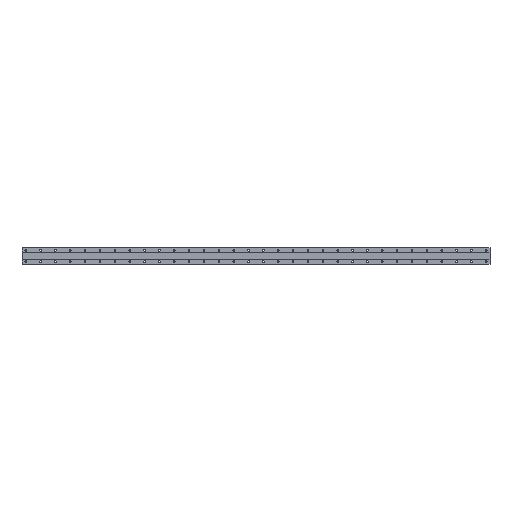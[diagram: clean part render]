
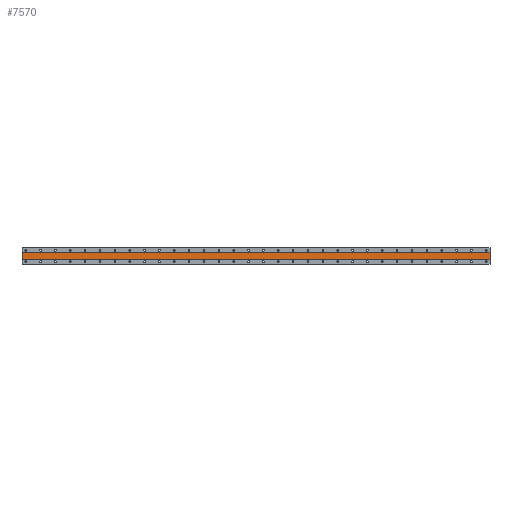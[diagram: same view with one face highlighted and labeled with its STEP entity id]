
A CAD part, front view. The second image highlights one B-rep face of the part: STEP entity #7570.
In plain terms, the highlighted planar face has unit normal (0, -1, 0).
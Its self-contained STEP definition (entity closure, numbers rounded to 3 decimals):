
#1024 = EDGE_CURVE ( 'NONE', #8743, #1469, #7092, .T. ) ;
#1031 = EDGE_LOOP ( 'NONE', ( #2626, #2228, #3425, #1807 ) ) ;
#1167 = CARTESIAN_POINT ( 'NONE',  ( 2500., 1., 20. ) ) ;
#1469 = VERTEX_POINT ( 'NONE', #3008 ) ;
#1640 = CARTESIAN_POINT ( 'NONE',  ( 2500., 1., 20. ) ) ;
#1807 = ORIENTED_EDGE ( 'NONE', *, *, #1024, .F. ) ;
#1936 = CARTESIAN_POINT ( 'NONE',  ( -20., 1., 20. ) ) ;
#2228 = ORIENTED_EDGE ( 'NONE', *, *, #5433, .F. ) ;
#2626 = ORIENTED_EDGE ( 'NONE', *, *, #5087, .F. ) ;
#2850 = DIRECTION ( 'NONE',  ( 0., 0., 1. ) ) ;
#2921 = AXIS2_PLACEMENT_3D ( 'NONE', #10586, #9056, #4808 ) ;
#2967 = FACE_OUTER_BOUND ( 'NONE', #1031, .T. ) ;
#3008 = CARTESIAN_POINT ( 'NONE',  ( -20., 1., 20. ) ) ;
#3425 = ORIENTED_EDGE ( 'NONE', *, *, #8351, .F. ) ;
#3481 = VECTOR ( 'NONE', #7587, 1000. ) ;
#3505 = CARTESIAN_POINT ( 'NONE',  ( -20., 1., -20. ) ) ;
#4808 = DIRECTION ( 'NONE',  ( 0., 0., 1. ) ) ;
#5006 = DIRECTION ( 'NONE',  ( 0., 0., -1. ) ) ;
#5062 = CARTESIAN_POINT ( 'NONE',  ( 2500., 1., -20. ) ) ;
#5087 = EDGE_CURVE ( 'NONE', #6863, #8743, #5351, .T. ) ;
#5091 = VERTEX_POINT ( 'NONE', #1167 ) ;
#5351 = LINE ( 'NONE', #9496, #5356 ) ;
#5356 = VECTOR ( 'NONE', #6928, 1000. ) ;
#5433 = EDGE_CURVE ( 'NONE', #5091, #6863, #5830, .T. ) ;
#5441 = VECTOR ( 'NONE', #2850, 1000. ) ;
#5638 = PLANE ( 'NONE',  #2921 ) ;
#5830 = LINE ( 'NONE', #1640, #10572 ) ;
#6863 = VERTEX_POINT ( 'NONE', #5062 ) ;
#6928 = DIRECTION ( 'NONE',  ( -1., 0., 0. ) ) ;
#7092 = LINE ( 'NONE', #1936, #5441 ) ;
#7570 = ADVANCED_FACE ( 'NONE', ( #2967 ), #5638, .F. ) ;
#7587 = DIRECTION ( 'NONE',  ( 1., 0., 0. ) ) ;
#8324 = CARTESIAN_POINT ( 'NONE',  ( 2500., 1., 20. ) ) ;
#8351 = EDGE_CURVE ( 'NONE', #1469, #5091, #10005, .T. ) ;
#8743 = VERTEX_POINT ( 'NONE', #3505 ) ;
#9056 = DIRECTION ( 'NONE',  ( 0., 1., 0. ) ) ;
#9496 = CARTESIAN_POINT ( 'NONE',  ( 2500., 1., -20. ) ) ;
#10005 = LINE ( 'NONE', #8324, #3481 ) ;
#10572 = VECTOR ( 'NONE', #5006, 1000. ) ;
#10586 = CARTESIAN_POINT ( 'NONE',  ( 2500., 1., 20. ) ) ;
